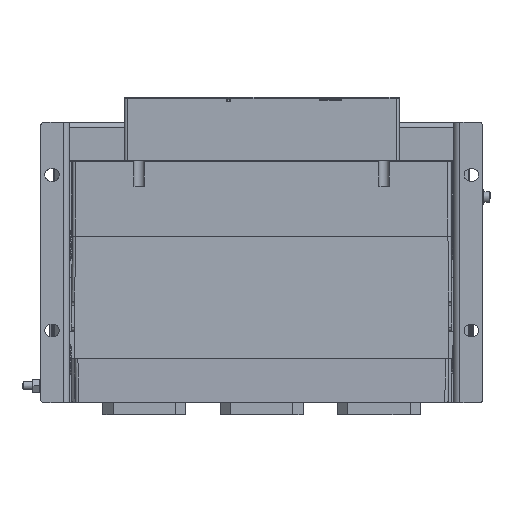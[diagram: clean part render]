
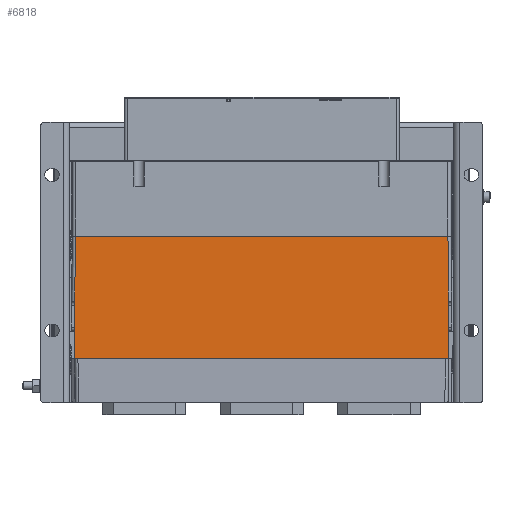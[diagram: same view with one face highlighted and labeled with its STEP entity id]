
A CAD part, front view. The second image highlights one B-rep face of the part: STEP entity #6818.
In plain terms, the highlighted face is planar.
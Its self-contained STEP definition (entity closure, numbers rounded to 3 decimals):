
#1797 = VECTOR ( 'NONE', #48832, 1000. ) ;
#2397 = EDGE_CURVE ( 'NONE', #79301, #6524, #73811, .T. ) ;
#6524 = VERTEX_POINT ( 'NONE', #69374 ) ;
#6591 = EDGE_CURVE ( 'NONE', #32649, #8317, #39871, .T. ) ;
#6818 = ADVANCED_FACE ( 'NONE', ( #30543 ), #68068, .T. ) ;
#8317 = VERTEX_POINT ( 'NONE', #77805 ) ;
#8325 = DIRECTION ( 'NONE',  ( 0.008, 0.01, -1. ) ) ;
#10642 = CARTESIAN_POINT ( 'NONE',  ( 449.031, -51.173, 186.271 ) ) ;
#11908 = VERTEX_POINT ( 'NONE', #61131 ) ;
#13920 = EDGE_CURVE ( 'NONE', #28915, #82675, #101997, .T. ) ;
#14634 = EDGE_CURVE ( 'NONE', #82675, #8317, #76353, .T. ) ;
#17752 = DIRECTION ( 'NONE',  ( 0., 0.01, -1. ) ) ;
#20710 = DIRECTION ( 'NONE',  ( 0., 0.01, -1. ) ) ;
#22683 = CARTESIAN_POINT ( 'NONE',  ( 88.969, -51.173, 186.271 ) ) ;
#22834 = VECTOR ( 'NONE', #20710, 1000. ) ;
#25327 = EDGE_CURVE ( 'NONE', #32649, #99570, #42868, .T. ) ;
#26835 = CARTESIAN_POINT ( 'NONE',  ( 88.499, -51.739, 241.719 ) ) ;
#28915 = VERTEX_POINT ( 'NONE', #22683 ) ;
#30543 = FACE_OUTER_BOUND ( 'NONE', #100523, .T. ) ;
#30648 = CARTESIAN_POINT ( 'NONE',  ( 449.501, -51.739, 241.719 ) ) ;
#32649 = VERTEX_POINT ( 'NONE', #10642 ) ;
#33037 = AXIS2_PLACEMENT_3D ( 'NONE', #77930, #49571, #105697 ) ;
#35487 = DIRECTION ( 'NONE',  ( -1., 0., 0. ) ) ;
#39871 = LINE ( 'NONE', #30648, #70383 ) ;
#42868 = LINE ( 'NONE', #71216, #57683 ) ;
#42998 = ORIENTED_EDGE ( 'NONE', *, *, #6591, .F. ) ;
#44655 = ORIENTED_EDGE ( 'NONE', *, *, #2397, .T. ) ;
#48832 = DIRECTION ( 'NONE',  ( 1., 0., 0. ) ) ;
#49571 = DIRECTION ( 'NONE',  ( 0., -1., -0.01 ) ) ;
#53481 = CARTESIAN_POINT ( 'NONE',  ( 89., -51.503, 218.617 ) ) ;
#55213 = VECTOR ( 'NONE', #68941, 1000. ) ;
#57683 = VECTOR ( 'NONE', #35487, 1000. ) ;
#59082 = CARTESIAN_POINT ( 'NONE',  ( 121.75, -51.739, 241.77 ) ) ;
#60180 = CARTESIAN_POINT ( 'NONE',  ( 89., -51.739, 241.77 ) ) ;
#60814 = EDGE_CURVE ( 'NONE', #11908, #99570, #76761, .T. ) ;
#61131 = CARTESIAN_POINT ( 'NONE',  ( 449., -51.739, 241.77 ) ) ;
#65300 = DIRECTION ( 'NONE',  ( 1., 0., 0. ) ) ;
#67652 = ORIENTED_EDGE ( 'NONE', *, *, #79987, .F. ) ;
#67946 = CARTESIAN_POINT ( 'NONE',  ( 86.15, -51.173, 186.271 ) ) ;
#68068 = PLANE ( 'NONE',  #33037 ) ;
#68941 = DIRECTION ( 'NONE',  ( -1., 0., 0. ) ) ;
#69374 = CARTESIAN_POINT ( 'NONE',  ( 89., -51.173, 186.271 ) ) ;
#70383 = VECTOR ( 'NONE', #96551, 1000. ) ;
#71216 = CARTESIAN_POINT ( 'NONE',  ( 451.85, -51.173, 186.271 ) ) ;
#72279 = ORIENTED_EDGE ( 'NONE', *, *, #119516, .T. ) ;
#73811 = LINE ( 'NONE', #53481, #121908 ) ;
#75099 = ORIENTED_EDGE ( 'NONE', *, *, #13920, .T. ) ;
#76353 = LINE ( 'NONE', #121384, #100941 ) ;
#76761 = LINE ( 'NONE', #106356, #22834 ) ;
#77805 = CARTESIAN_POINT ( 'NONE',  ( 448.5, -50.534, 123.672 ) ) ;
#77930 = CARTESIAN_POINT ( 'NONE',  ( 121.75, -51.738, 241.67 ) ) ;
#79301 = VERTEX_POINT ( 'NONE', #60180 ) ;
#79987 = EDGE_CURVE ( 'NONE', #28915, #6524, #85234, .T. ) ;
#82337 = CARTESIAN_POINT ( 'NONE',  ( 89.5, -50.534, 123.672 ) ) ;
#82675 = VERTEX_POINT ( 'NONE', #82337 ) ;
#85234 = LINE ( 'NONE', #67946, #1797 ) ;
#86944 = VECTOR ( 'NONE', #8325, 1000. ) ;
#95197 = ORIENTED_EDGE ( 'NONE', *, *, #25327, .T. ) ;
#96551 = DIRECTION ( 'NONE',  ( -0.008, 0.01, -1. ) ) ;
#98781 = ORIENTED_EDGE ( 'NONE', *, *, #14634, .T. ) ;
#99570 = VERTEX_POINT ( 'NONE', #119887 ) ;
#100523 = EDGE_LOOP ( 'NONE', ( #75099, #98781, #42998, #95197, #107046, #72279, #44655, #67652 ) ) ;
#100941 = VECTOR ( 'NONE', #65300, 1000. ) ;
#101997 = LINE ( 'NONE', #26835, #86944 ) ;
#104766 = LINE ( 'NONE', #59082, #55213 ) ;
#105697 = DIRECTION ( 'NONE',  ( 0., 0.01, -1. ) ) ;
#106356 = CARTESIAN_POINT ( 'NONE',  ( 449., -51.503, 218.617 ) ) ;
#107046 = ORIENTED_EDGE ( 'NONE', *, *, #60814, .F. ) ;
#119516 = EDGE_CURVE ( 'NONE', #11908, #79301, #104766, .T. ) ;
#119887 = CARTESIAN_POINT ( 'NONE',  ( 449., -51.173, 186.271 ) ) ;
#121384 = CARTESIAN_POINT ( 'NONE',  ( 121.75, -50.534, 123.672 ) ) ;
#121908 = VECTOR ( 'NONE', #17752, 1000. ) ;
